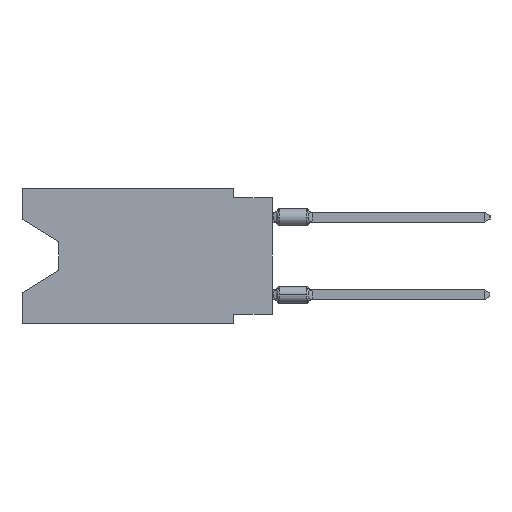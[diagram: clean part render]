
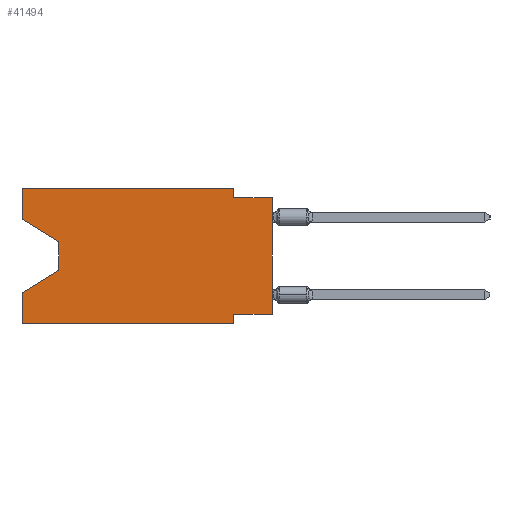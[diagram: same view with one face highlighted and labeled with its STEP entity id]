
A CAD part, left-side view. The second image highlights one B-rep face of the part: STEP entity #41494.
In plain terms, the highlighted planar face has unit normal (-1, 0, 0).
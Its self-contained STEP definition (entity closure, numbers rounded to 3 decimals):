
#1502 = VERTEX_POINT ( 'NONE', #43918 ) ;
#1611 = CARTESIAN_POINT ( 'NONE',  ( 0., 16.383, 0. ) ) ;
#1744 = CARTESIAN_POINT ( 'NONE',  ( 0., 16.383, -2.038 ) ) ;
#1816 = LINE ( 'NONE', #38535, #9407 ) ;
#2178 = CARTESIAN_POINT ( 'NONE',  ( 0., 2.54, 0. ) ) ;
#2437 = DIRECTION ( 'NONE',  ( 0., -1., 0. ) ) ;
#2964 = ORIENTED_EDGE ( 'NONE', *, *, #10999, .F. ) ;
#3004 = ORIENTED_EDGE ( 'NONE', *, *, #20245, .F. ) ;
#3141 = DIRECTION ( 'NONE',  ( 0., 0., -1. ) ) ;
#4173 = EDGE_CURVE ( 'NONE', #21832, #27794, #8444, .T. ) ;
#4856 = EDGE_CURVE ( 'NONE', #26105, #1502, #33069, .T. ) ;
#5116 = DIRECTION ( 'NONE',  ( 0., 0., 1. ) ) ;
#5294 = DIRECTION ( 'NONE',  ( 0., 0., -1. ) ) ;
#5430 = DIRECTION ( 'NONE',  ( 0., 1., 0. ) ) ;
#6483 = CARTESIAN_POINT ( 'NONE',  ( 0., 0., -0.635 ) ) ;
#6574 = ORIENTED_EDGE ( 'NONE', *, *, #29537, .F. ) ;
#6784 = CARTESIAN_POINT ( 'NONE',  ( 0., 13.97, -3.505 ) ) ;
#6909 = EDGE_CURVE ( 'NONE', #26105, #46539, #24928, .T. ) ;
#7612 = CARTESIAN_POINT ( 'NONE',  ( 0., 16.383, -8.89 ) ) ;
#8117 = LINE ( 'NONE', #46019, #20716 ) ;
#8444 = LINE ( 'NONE', #48338, #12333 ) ;
#8782 = VERTEX_POINT ( 'NONE', #19202 ) ;
#9407 = VECTOR ( 'NONE', #33862, 1000. ) ;
#9536 = DIRECTION ( 'NONE',  ( 0., -1., 0. ) ) ;
#9770 = EDGE_CURVE ( 'NONE', #19932, #21788, #29388, .T. ) ;
#10245 = EDGE_CURVE ( 'NONE', #19932, #44664, #41069, .T. ) ;
#10902 = VECTOR ( 'NONE', #3141, 1000. ) ;
#10999 = EDGE_CURVE ( 'NONE', #50643, #22470, #1816, .T. ) ;
#11422 = EDGE_CURVE ( 'NONE', #50643, #8782, #49720, .T. ) ;
#11545 = VECTOR ( 'NONE', #32806, 1000. ) ;
#12333 = VECTOR ( 'NONE', #5294, 1000. ) ;
#12427 = CARTESIAN_POINT ( 'NONE',  ( 0., 2.54, -8.89 ) ) ;
#12962 = AXIS2_PLACEMENT_3D ( 'NONE', #18500, #46406, #14336 ) ;
#13267 = CARTESIAN_POINT ( 'NONE',  ( 0., 16.383, 0. ) ) ;
#14336 = DIRECTION ( 'NONE',  ( 0., 0., -1. ) ) ;
#14588 = PLANE ( 'NONE',  #12962 ) ;
#15376 = CARTESIAN_POINT ( 'NONE',  ( 0., 0., -8.255 ) ) ;
#15542 = ORIENTED_EDGE ( 'NONE', *, *, #10245, .T. ) ;
#17617 = CARTESIAN_POINT ( 'NONE',  ( 0., 0., 0. ) ) ;
#18500 = CARTESIAN_POINT ( 'NONE',  ( 0., 16.383, 0. ) ) ;
#19202 = CARTESIAN_POINT ( 'NONE',  ( 0., 13.97, -3.505 ) ) ;
#19932 = VERTEX_POINT ( 'NONE', #15376 ) ;
#20245 = EDGE_CURVE ( 'NONE', #27794, #44664, #50026, .T. ) ;
#20716 = VECTOR ( 'NONE', #34025, 1000. ) ;
#21262 = ORIENTED_EDGE ( 'NONE', *, *, #47051, .F. ) ;
#21788 = VERTEX_POINT ( 'NONE', #45711 ) ;
#21832 = VERTEX_POINT ( 'NONE', #2178 ) ;
#22470 = VERTEX_POINT ( 'NONE', #1611 ) ;
#22662 = FACE_OUTER_BOUND ( 'NONE', #27487, .T. ) ;
#22766 = VECTOR ( 'NONE', #5430, 1000. ) ;
#23284 = CARTESIAN_POINT ( 'NONE',  ( 0., 16.383, -2.038 ) ) ;
#23409 = ORIENTED_EDGE ( 'NONE', *, *, #33490, .T. ) ;
#24928 = LINE ( 'NONE', #41598, #30073 ) ;
#26105 = VERTEX_POINT ( 'NONE', #7612 ) ;
#26180 = CARTESIAN_POINT ( 'NONE',  ( 0., 13.97, -5.385 ) ) ;
#26211 = ORIENTED_EDGE ( 'NONE', *, *, #4173, .F. ) ;
#26413 = CARTESIAN_POINT ( 'NONE',  ( 0., 2.54, -8.89 ) ) ;
#26475 = EDGE_CURVE ( 'NONE', #8782, #43647, #42505, .T. ) ;
#26594 = ORIENTED_EDGE ( 'NONE', *, *, #9770, .F. ) ;
#26618 = ORIENTED_EDGE ( 'NONE', *, *, #6909, .T. ) ;
#27487 = EDGE_LOOP ( 'NONE', ( #50619, #51376, #23409, #37419, #26618, #6574, #26594, #15542, #3004, #26211, #21262, #2964 ) ) ;
#27794 = VERTEX_POINT ( 'NONE', #44418 ) ;
#29388 = LINE ( 'NONE', #40884, #22766 ) ;
#29537 = EDGE_CURVE ( 'NONE', #21788, #46539, #50920, .T. ) ;
#29621 = VECTOR ( 'NONE', #2437, 1000. ) ;
#30073 = VECTOR ( 'NONE', #9536, 1000. ) ;
#30369 = VECTOR ( 'NONE', #34747, 1000. ) ;
#31092 = DIRECTION ( 'NONE',  ( 0., -0.855, -0.519 ) ) ;
#32806 = DIRECTION ( 'NONE',  ( 0., 0., 1. ) ) ;
#33069 = LINE ( 'NONE', #13267, #11545 ) ;
#33490 = EDGE_CURVE ( 'NONE', #43647, #1502, #8117, .T. ) ;
#33708 = LINE ( 'NONE', #45455, #29621 ) ;
#33862 = DIRECTION ( 'NONE',  ( 0., 0., 1. ) ) ;
#34025 = DIRECTION ( 'NONE',  ( 0., 0.855, -0.519 ) ) ;
#34747 = DIRECTION ( 'NONE',  ( 0., 0., -1. ) ) ;
#35221 = VECTOR ( 'NONE', #31092, 1000. ) ;
#37385 = CARTESIAN_POINT ( 'NONE',  ( 0., 0., -0.635 ) ) ;
#37419 = ORIENTED_EDGE ( 'NONE', *, *, #4856, .F. ) ;
#37765 = VECTOR ( 'NONE', #5116, 1000. ) ;
#38535 = CARTESIAN_POINT ( 'NONE',  ( 0., 16.383, 0. ) ) ;
#40884 = CARTESIAN_POINT ( 'NONE',  ( 0., 0., -8.255 ) ) ;
#41069 = LINE ( 'NONE', #17617, #37765 ) ;
#41494 = ADVANCED_FACE ( 'NONE', ( #22662 ), #14588, .F. ) ;
#41598 = CARTESIAN_POINT ( 'NONE',  ( 0., 16.383, -8.89 ) ) ;
#42505 = LINE ( 'NONE', #6784, #10902 ) ;
#43647 = VERTEX_POINT ( 'NONE', #26180 ) ;
#43918 = CARTESIAN_POINT ( 'NONE',  ( 0., 16.383, -6.852 ) ) ;
#44418 = CARTESIAN_POINT ( 'NONE',  ( 0., 2.54, -0.635 ) ) ;
#44664 = VERTEX_POINT ( 'NONE', #37385 ) ;
#45455 = CARTESIAN_POINT ( 'NONE',  ( 0., 16.383, 0. ) ) ;
#45711 = CARTESIAN_POINT ( 'NONE',  ( 0., 2.54, -8.255 ) ) ;
#46019 = CARTESIAN_POINT ( 'NONE',  ( 0., 13.97, -5.385 ) ) ;
#46406 = DIRECTION ( 'NONE',  ( 1., 0., 0. ) ) ;
#46539 = VERTEX_POINT ( 'NONE', #12427 ) ;
#46619 = DIRECTION ( 'NONE',  ( 0., -1., 0. ) ) ;
#47051 = EDGE_CURVE ( 'NONE', #22470, #21832, #33708, .T. ) ;
#48338 = CARTESIAN_POINT ( 'NONE',  ( 0., 2.54, 0. ) ) ;
#49720 = LINE ( 'NONE', #23284, #35221 ) ;
#50026 = LINE ( 'NONE', #6483, #50562 ) ;
#50562 = VECTOR ( 'NONE', #46619, 1000. ) ;
#50619 = ORIENTED_EDGE ( 'NONE', *, *, #11422, .T. ) ;
#50643 = VERTEX_POINT ( 'NONE', #1744 ) ;
#50920 = LINE ( 'NONE', #26413, #30369 ) ;
#51376 = ORIENTED_EDGE ( 'NONE', *, *, #26475, .T. ) ;
